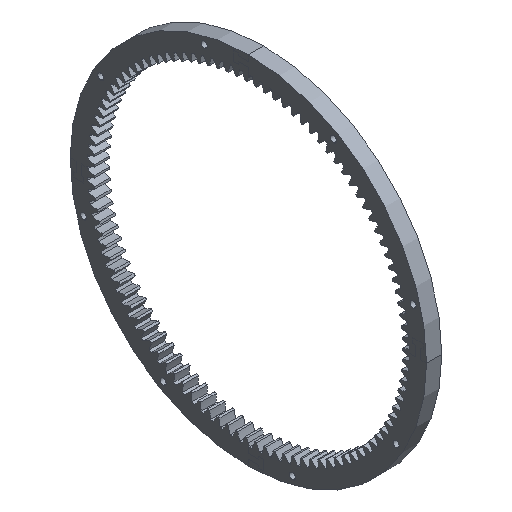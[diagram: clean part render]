
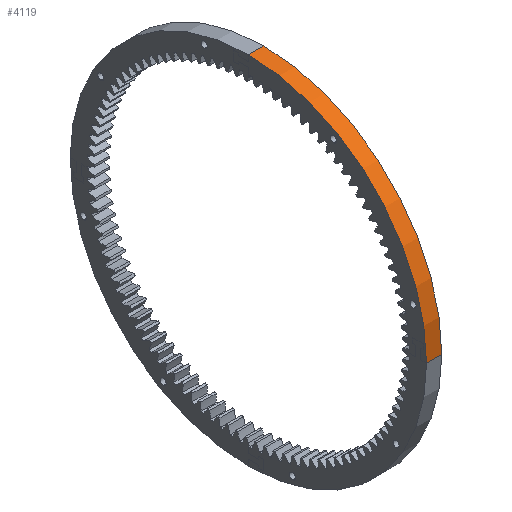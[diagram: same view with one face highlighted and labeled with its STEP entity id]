
A CAD part, isometric view. The second image highlights one B-rep face of the part: STEP entity #4119.
In plain terms, the highlighted cylindrical face has radius 175 mm (diameter 350 mm), a partial arc.
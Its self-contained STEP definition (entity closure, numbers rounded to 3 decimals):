
#28 = EDGE_CURVE ( 'NONE', #3383, #1637, #6240, .T. ) ;
#32 = AXIS2_PLACEMENT_3D ( 'NONE', #1429, #12487, #16422 ) ;
#222 = CIRCLE ( 'NONE', #8135, 175. ) ;
#565 = CARTESIAN_POINT ( 'NONE',  ( 0., -175., 0. ) ) ;
#1429 = CARTESIAN_POINT ( 'NONE',  ( 15., 0., 0. ) ) ;
#1637 = VERTEX_POINT ( 'NONE', #11391 ) ;
#2768 = CARTESIAN_POINT ( 'NONE',  ( 0., 0., 175. ) ) ;
#3135 = AXIS2_PLACEMENT_3D ( 'NONE', #18098, #5381, #12430 ) ;
#3383 = VERTEX_POINT ( 'NONE', #2768 ) ;
#3957 = EDGE_CURVE ( 'NONE', #5796, #3383, #222, .T. ) ;
#4119 = ADVANCED_FACE ( 'NONE', ( #5286 ), #15354, .T. ) ;
#4461 = EDGE_LOOP ( 'NONE', ( #17657, #14972, #10819, #11933 ) ) ;
#4508 = DIRECTION ( 'NONE',  ( 1., 0., 0. ) ) ;
#5286 = FACE_OUTER_BOUND ( 'NONE', #4461, .T. ) ;
#5381 = DIRECTION ( 'NONE',  ( -1., 0., 0. ) ) ;
#5796 = VERTEX_POINT ( 'NONE', #565 ) ;
#5844 = CARTESIAN_POINT ( 'NONE',  ( 0., 0., 0. ) ) ;
#6093 = VECTOR ( 'NONE', #7603, 1000. ) ;
#6240 = LINE ( 'NONE', #7336, #6093 ) ;
#7336 = CARTESIAN_POINT ( 'NONE',  ( 0., 0., 175. ) ) ;
#7603 = DIRECTION ( 'NONE',  ( 1., 0., 0. ) ) ;
#7906 = CIRCLE ( 'NONE', #32, 175. ) ;
#8135 = AXIS2_PLACEMENT_3D ( 'NONE', #5844, #11804, #17385 ) ;
#8830 = VERTEX_POINT ( 'NONE', #10480 ) ;
#9017 = EDGE_CURVE ( 'NONE', #8830, #1637, #7906, .T. ) ;
#9155 = VECTOR ( 'NONE', #4508, 1000. ) ;
#10480 = CARTESIAN_POINT ( 'NONE',  ( 15., -175., 0. ) ) ;
#10731 = LINE ( 'NONE', #16314, #9155 ) ;
#10791 = EDGE_CURVE ( 'NONE', #5796, #8830, #10731, .T. ) ;
#10819 = ORIENTED_EDGE ( 'NONE', *, *, #9017, .T. ) ;
#11391 = CARTESIAN_POINT ( 'NONE',  ( 15., 0., 175. ) ) ;
#11804 = DIRECTION ( 'NONE',  ( -1., 0., 0. ) ) ;
#11933 = ORIENTED_EDGE ( 'NONE', *, *, #28, .F. ) ;
#12430 = DIRECTION ( 'NONE',  ( 0., 0., 1. ) ) ;
#12487 = DIRECTION ( 'NONE',  ( -1., 0., 0. ) ) ;
#14972 = ORIENTED_EDGE ( 'NONE', *, *, #10791, .T. ) ;
#15354 = CYLINDRICAL_SURFACE ( 'NONE', #3135, 175. ) ;
#16314 = CARTESIAN_POINT ( 'NONE',  ( 0., -175., 0. ) ) ;
#16422 = DIRECTION ( 'NONE',  ( 0., 0., 1. ) ) ;
#17385 = DIRECTION ( 'NONE',  ( 0., 0., 1. ) ) ;
#17657 = ORIENTED_EDGE ( 'NONE', *, *, #3957, .F. ) ;
#18098 = CARTESIAN_POINT ( 'NONE',  ( -10., 0., 0. ) ) ;
